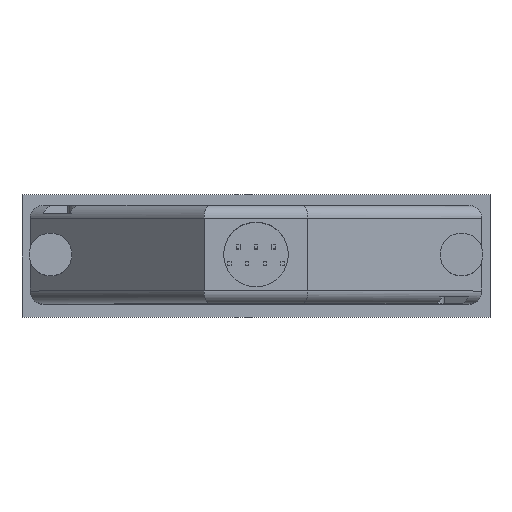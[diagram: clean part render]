
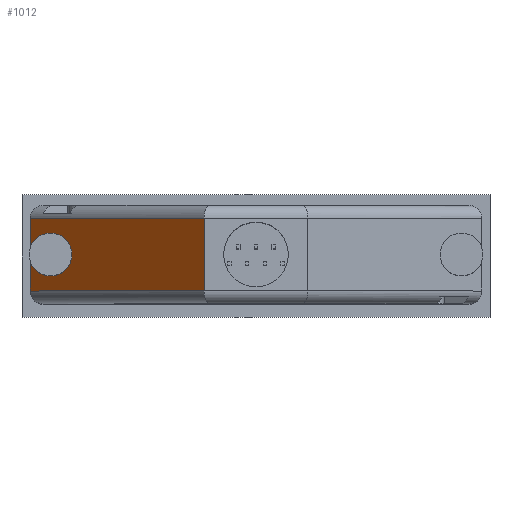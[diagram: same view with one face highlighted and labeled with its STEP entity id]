
A CAD part, top view. The second image highlights one B-rep face of the part: STEP entity #1012.
In plain terms, the highlighted face is planar.
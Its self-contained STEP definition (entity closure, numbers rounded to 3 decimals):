
#95 = CARTESIAN_POINT ( 'NONE',  ( 30.25, -3., -1.522 ) ) ;
#485 = CARTESIAN_POINT ( 'NONE',  ( 34.9, -5.6, 3.75 ) ) ;
#1012 = ADVANCED_FACE ( 'NONE', ( #4180, #17486 ), #34373, .F. ) ;
#1026 = ORIENTED_EDGE ( 'NONE', *, *, #36609, .T. ) ;
#1771 =( BOUNDED_CURVE ( )  B_SPLINE_CURVE ( 3, ( #30828, #95, #39890, #29830 ),
 .UNSPECIFIED., .F., .T. ) 
 B_SPLINE_CURVE_WITH_KNOTS ( ( 4, 4 ),
 ( 3.142, 6.283 ),
 .UNSPECIFIED. ) 
 CURVE ( )  GEOMETRIC_REPRESENTATION_ITEM ( )  RATIONAL_B_SPLINE_CURVE ( ( 1., 0.333, 0.333, 1. ) ) 
 REPRESENTATION_ITEM ( '' )  );
#1804 = DIRECTION ( 'NONE',  ( 0., -1., 0. ) ) ;
#1844 = CARTESIAN_POINT ( 'NONE',  ( 8., -5.6, -26.75 ) ) ;
#2350 = VERTEX_POINT ( 'NONE', #33001 ) ;
#2425 = ORIENTED_EDGE ( 'NONE', *, *, #27301, .T. ) ;
#4180 = FACE_BOUND ( 'NONE', #17810, .T. ) ;
#4354 = ORIENTED_EDGE ( 'NONE', *, *, #24734, .F. ) ;
#5931 = CARTESIAN_POINT ( 'NONE',  ( 33.25, 3., 1.879 ) ) ;
#7685 = DIRECTION ( 'NONE',  ( -0.75, 0., 0.661 ) ) ;
#8197 = VERTEX_POINT ( 'NONE', #42852 ) ;
#8247 = ORIENTED_EDGE ( 'NONE', *, *, #15204, .T. ) ;
#8601 = LINE ( 'NONE', #31752, #41314 ) ;
#8789 = LINE ( 'NONE', #42207, #36198 ) ;
#11566 = VERTEX_POINT ( 'NONE', #20279 ) ;
#12719 = DIRECTION ( 'NONE',  ( 0., -1., 0. ) ) ;
#12901 = CARTESIAN_POINT ( 'NONE',  ( 30.25, 3., -1.522 ) ) ;
#15204 = EDGE_CURVE ( 'NONE', #15497, #11566, #8789, .T. ) ;
#15497 = VERTEX_POINT ( 'NONE', #16961 ) ;
#16168 = CARTESIAN_POINT ( 'NONE',  ( 33.25, 0., 1.879 ) ) ;
#16961 = CARTESIAN_POINT ( 'NONE',  ( 8., 5.6, -26.75 ) ) ;
#17486 = FACE_OUTER_BOUND ( 'NONE', #38174, .T. ) ;
#17792 = VERTEX_POINT ( 'NONE', #37744 ) ;
#17810 = EDGE_LOOP ( 'NONE', ( #38380, #2425 ) ) ;
#18426 = DIRECTION ( 'NONE',  ( -0.661, 0., -0.75 ) ) ;
#20279 = CARTESIAN_POINT ( 'NONE',  ( 34.9, 5.6, 3.75 ) ) ;
#21157 = VERTEX_POINT ( 'NONE', #485 ) ;
#24734 = EDGE_CURVE ( 'NONE', #15497, #8197, #8601, .T. ) ;
#24988 = EDGE_CURVE ( 'NONE', #11566, #21157, #35960, .T. ) ;
#26974 = AXIS2_PLACEMENT_3D ( 'NONE', #37667, #7685, #41134 ) ;
#27301 = EDGE_CURVE ( 'NONE', #2350, #17792, #1771, .T. ) ;
#27737 = VECTOR ( 'NONE', #18426, 1000. ) ;
#29796 = CARTESIAN_POINT ( 'NONE',  ( 34.9, 7.6, 3.75 ) ) ;
#29830 = CARTESIAN_POINT ( 'NONE',  ( 33.25, 0., 1.879 ) ) ;
#30828 = CARTESIAN_POINT ( 'NONE',  ( 30.25, 0., -1.522 ) ) ;
#31752 = CARTESIAN_POINT ( 'NONE',  ( 8., 7.6, -26.75 ) ) ;
#33001 = CARTESIAN_POINT ( 'NONE',  ( 30.25, 0., -1.522 ) ) ;
#33983 = EDGE_CURVE ( 'NONE', #17792, #2350, #34486, .T. ) ;
#34373 = PLANE ( 'NONE',  #26974 ) ;
#34378 = VECTOR ( 'NONE', #12719, 1000. ) ;
#34486 =( BOUNDED_CURVE ( )  B_SPLINE_CURVE ( 3, ( #16168, #5931, #12901, #35268 ),
 .UNSPECIFIED., .F., .T. ) 
 B_SPLINE_CURVE_WITH_KNOTS ( ( 4, 4 ),
 ( 0., 3.142 ),
 .UNSPECIFIED. ) 
 CURVE ( )  GEOMETRIC_REPRESENTATION_ITEM ( )  RATIONAL_B_SPLINE_CURVE ( ( 1., 0.333, 0.333, 1. ) ) 
 REPRESENTATION_ITEM ( '' )  );
#35268 = CARTESIAN_POINT ( 'NONE',  ( 30.25, 0., -1.522 ) ) ;
#35960 = LINE ( 'NONE', #29796, #34378 ) ;
#36198 = VECTOR ( 'NONE', #42630, 1000. ) ;
#36609 = EDGE_CURVE ( 'NONE', #21157, #8197, #40993, .T. ) ;
#37667 = CARTESIAN_POINT ( 'NONE',  ( 8., 7.6, -26.75 ) ) ;
#37744 = CARTESIAN_POINT ( 'NONE',  ( 33.25, 0., 1.879 ) ) ;
#38174 = EDGE_LOOP ( 'NONE', ( #8247, #42650, #1026, #4354 ) ) ;
#38380 = ORIENTED_EDGE ( 'NONE', *, *, #33983, .T. ) ;
#39890 = CARTESIAN_POINT ( 'NONE',  ( 33.25, -3., 1.879 ) ) ;
#40993 = LINE ( 'NONE', #1844, #27737 ) ;
#41134 = DIRECTION ( 'NONE',  ( 0.661, 0., 0.75 ) ) ;
#41314 = VECTOR ( 'NONE', #1804, 1000. ) ;
#42207 = CARTESIAN_POINT ( 'NONE',  ( 8., 5.6, -26.75 ) ) ;
#42630 = DIRECTION ( 'NONE',  ( 0.661, 0., 0.75 ) ) ;
#42650 = ORIENTED_EDGE ( 'NONE', *, *, #24988, .T. ) ;
#42852 = CARTESIAN_POINT ( 'NONE',  ( 8., -5.6, -26.75 ) ) ;
